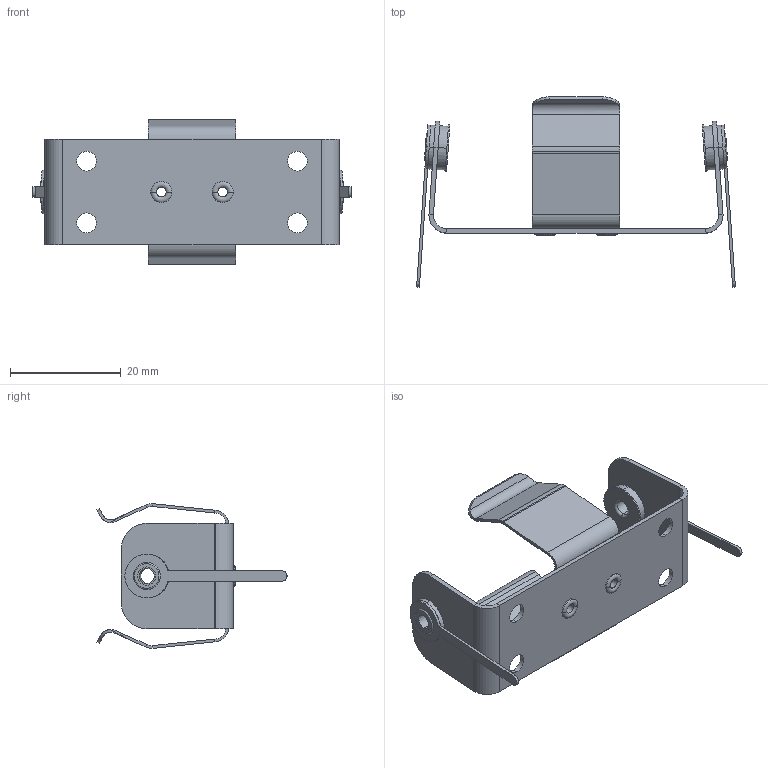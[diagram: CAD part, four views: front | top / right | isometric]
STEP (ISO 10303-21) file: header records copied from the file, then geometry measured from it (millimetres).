
FILE_DESCRIPTION (( 'STEP AP214' ), '1' );
FILE_NAME ('2224.STEP', '2008-04-24T16:31:34', ( 'Richard Maletta' ), ( '' ), 'SwSTEP 2.0', 'SolidWorks 2008', '' );
FILE_SCHEMA (( 'AUTOMOTIVE_DESIGN' ));
Length unit declared in the file: millimetre
Products named in the file (1): 2224
Bounding box: 57.64 x 34.39 x 26.17 mm (x, y, z)
Volume: 2215.1 mm3; surface area: 7232.7 mm2
Topology: 12 solids, 12 shells, 234 faces, 518 edges, 316 vertices
Faces by surface type: cylinder 122, plane 92, torus 20
Entity records: 9310 total; most frequent: DIRECTION 1244, CARTESIAN_POINT 1167, ORIENTED_EDGE 1036, EDGE_CURVE 518, AXIS2_PLACEMENT_3D 505, VERTEX_POINT 316, EDGE_LOOP 282, CIRCLE 270
